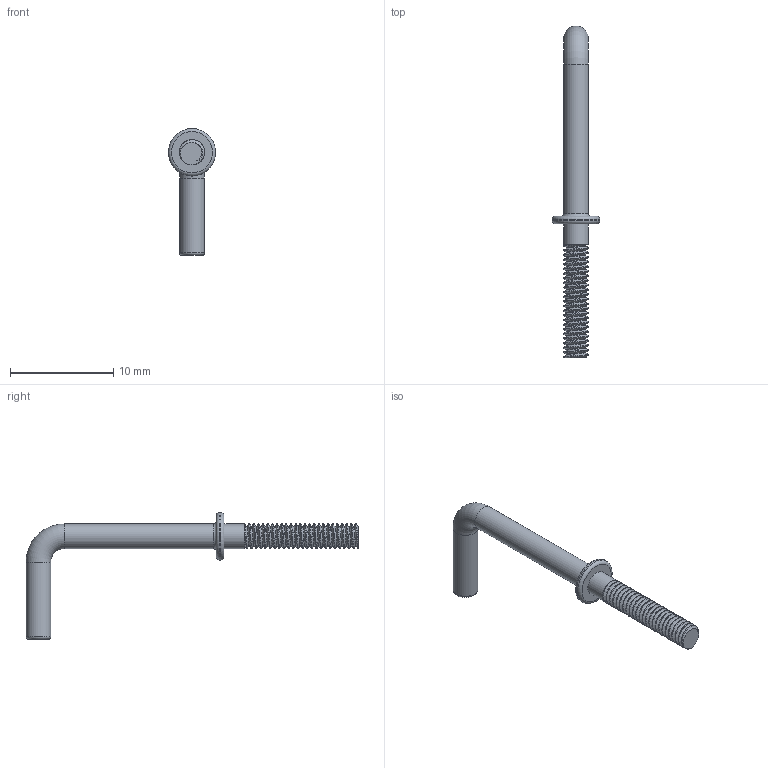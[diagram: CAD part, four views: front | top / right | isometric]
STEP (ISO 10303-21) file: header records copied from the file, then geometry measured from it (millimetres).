
FILE_DESCRIPTION(/* description */ (''),/* implementation_level */ '2;1');
FILE_NAME(/* name */ 'Datum v2.step',/* time_stamp */ '2024-05-20T14:56:29+01:00',/* author */ (''),/* organization */ (''),/* preprocessor_version */ 'ST-DEVELOPER v20',/* originating_system */ 'Autodesk Translation Framework v13.14.0.145',/* authorisation */ '');
FILE_SCHEMA (('AUTOMOTIVE_DESIGN { 1 0 10303 214 3 1 1 }'));
Length unit declared in the file: millimetre
Products named in the file (1): Datum
Bounding box: 4.6 x 32.2 x 12.3 mm (x, y, z)
Volume: 180 mm3; surface area: 382.7 mm2
Topology: 2 solids, 2 shells, 68 faces, 186 edges, 124 vertices
Faces by surface type: cylinder 55, plane 6, torus 5, bspline 2
Full cylindrical faces by diameter (mm): 1.917 x9, 2.4 x3, 2.43 x16, 4.6 x1
Entity records: 5057 total; most frequent: CARTESIAN_POINT 3485, ORIENTED_EDGE 372, DIRECTION 241, EDGE_CURVE 186, VERTEX_POINT 124, B_SPLINE_CURVE_WITH_KNOTS 106, AXIS2_PLACEMENT_3D 94, EDGE_LOOP 70
